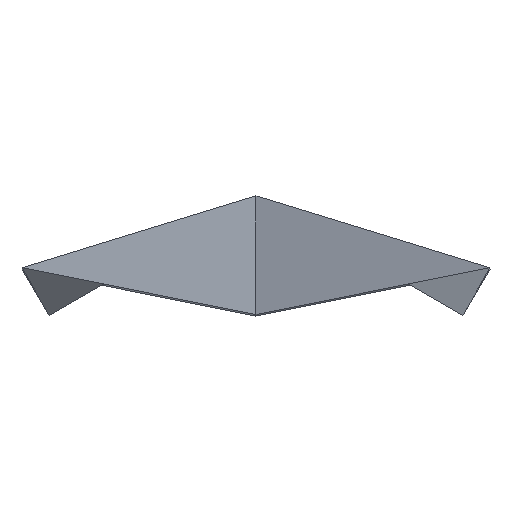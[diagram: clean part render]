
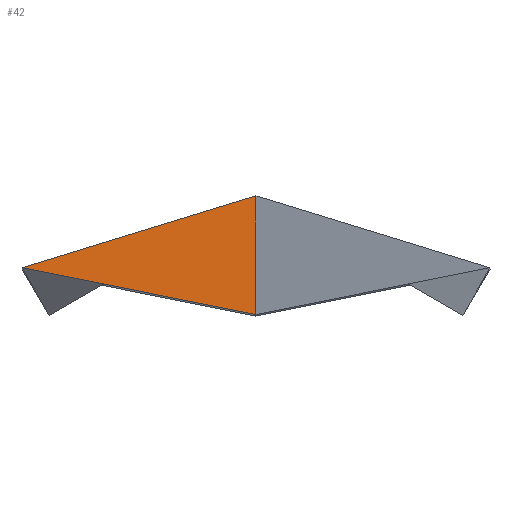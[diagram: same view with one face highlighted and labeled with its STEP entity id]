
A CAD part, top view. The second image highlights one B-rep face of the part: STEP entity #42.
In plain terms, the highlighted planar face has unit normal (-0.203, -0.948, -0.245).
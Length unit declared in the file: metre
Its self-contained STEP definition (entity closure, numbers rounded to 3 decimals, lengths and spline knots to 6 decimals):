
#2 = DIRECTION ( 'NONE',  ( 0.979, -0.196, -0.051 ) ) ;
#4 = LINE ( 'NONE', #12, #226 ) ;
#12 = CARTESIAN_POINT ( 'NONE',  ( 0., -0.012551, 0.04861 ) ) ;
#42 = ADVANCED_FACE ( 'NONE', ( #134 ), #150, .T. ) ;
#59 = DIRECTION ( 'NONE',  ( -0.203, -0.948, -0.245 ) ) ;
#78 = DIRECTION ( 'NONE',  ( 0., 0.25, -0.968 ) ) ;
#83 = EDGE_CURVE ( 'NONE', #241, #118, #132, .T. ) ;
#94 = CARTESIAN_POINT ( 'NONE',  ( -0.024582, -0.007628, 0.049882 ) ) ;
#95 = ORIENTED_EDGE ( 'NONE', *, *, #286, .F. ) ;
#102 = VECTOR ( 'NONE', #2, 1. ) ;
#105 = CARTESIAN_POINT ( 'NONE',  ( 0., 0., 0. ) ) ;
#108 = DIRECTION ( 'NONE',  ( -0.438, -0.136, 0.889 ) ) ;
#118 = VERTEX_POINT ( 'NONE', #257 ) ;
#129 = EDGE_CURVE ( 'NONE', #155, #241, #4, .T. ) ;
#132 = LINE ( 'NONE', #105, #180 ) ;
#134 = FACE_OUTER_BOUND ( 'NONE', #217, .T. ) ;
#150 = PLANE ( 'NONE',  #262 ) ;
#155 = VERTEX_POINT ( 'NONE', #249 ) ;
#158 = ORIENTED_EDGE ( 'NONE', *, *, #83, .F. ) ;
#169 = CARTESIAN_POINT ( 'NONE',  ( 0., 0., 0. ) ) ;
#173 = DIRECTION ( 'NONE',  ( 0., 0.25, -0.968 ) ) ;
#180 = VECTOR ( 'NONE', #108, 1. ) ;
#185 = LINE ( 'NONE', #94, #102 ) ;
#217 = EDGE_LOOP ( 'NONE', ( #158, #240, #95 ) ) ;
#226 = VECTOR ( 'NONE', #78, 1. ) ;
#240 = ORIENTED_EDGE ( 'NONE', *, *, #129, .F. ) ;
#241 = VERTEX_POINT ( 'NONE', #275 ) ;
#249 = CARTESIAN_POINT ( 'NONE',  ( 0., -0.012551, 0.04861 ) ) ;
#257 = CARTESIAN_POINT ( 'NONE',  ( -0.024582, -0.007628, 0.049882 ) ) ;
#262 = AXIS2_PLACEMENT_3D ( 'NONE', #169, #59, #173 ) ;
#275 = CARTESIAN_POINT ( 'NONE',  ( 0., 0., 0. ) ) ;
#286 = EDGE_CURVE ( 'NONE', #118, #155, #185, .T. ) ;
